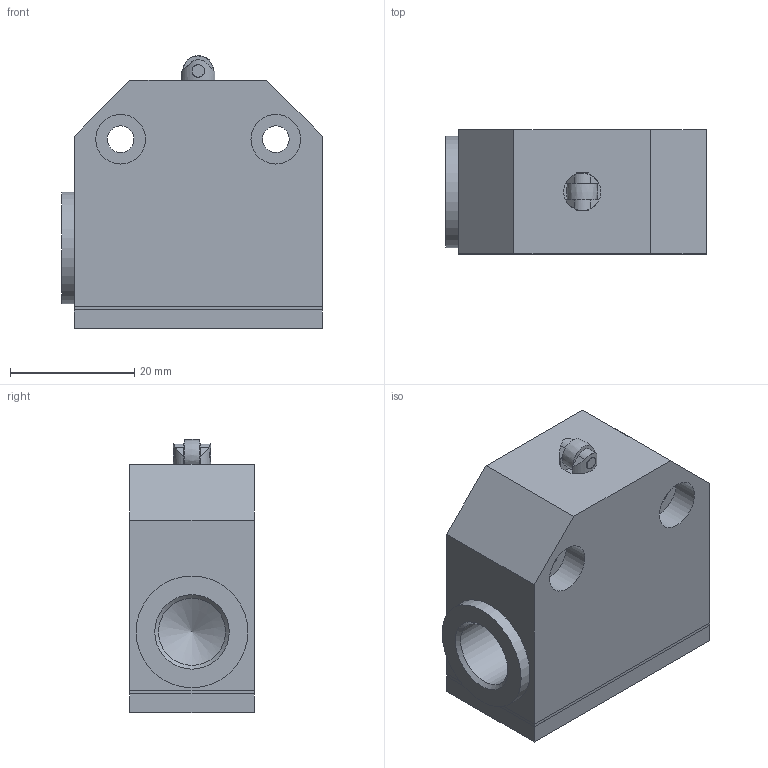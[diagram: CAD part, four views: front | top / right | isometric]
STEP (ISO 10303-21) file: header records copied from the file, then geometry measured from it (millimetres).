
FILE_DESCRIPTION(/* description */ (''),/* implementation_level */ '2;1');
FILE_NAME(/* name */ 'CAD_47921.stp',/* time_stamp */ '2016-05-07T10:13:50+02:00',/* author */ ('Hypex'),/* organization */ ('Hypex'),/* preprocessor_version */ 'ST-DEVELOPER v16.1',/* originating_system */ 'Autodesk Inventor 2016',/* authorisation */ '');
FILE_SCHEMA (('AUTOMOTIVE_DESIGN { 1 0 10303 214 3 1 1 }'));
Length unit declared in the file: millimetre
Products named in the file (1): CAD_47921
Bounding box: 42 x 20 x 44 mm (x, y, z)
Volume: 28679.6 mm3; surface area: 7623.2 mm2
Topology: 1 solids, 1 shells, 101 faces, 231 edges, 153 vertices
Faces by surface type: plane 59, cylinder 31, cone 10, bspline 1
Full cylindrical faces by diameter (mm): 2 x4, 4.3 x2, 6 x4, 8 x4, 10.79 x1, 10.8 x1, 18 x1
Entity records: 2706 total; most frequent: CARTESIAN_POINT 593, DIRECTION 440, ORIENTED_EDGE 384, EDGE_CURVE 192, AXIS2_PLACEMENT_3D 174, EDGE_LOOP 147, VERTEX_POINT 141, FACE_OUTER_BOUND 97
